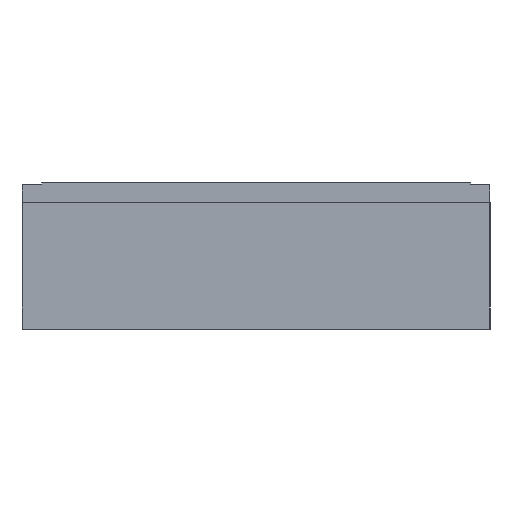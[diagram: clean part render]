
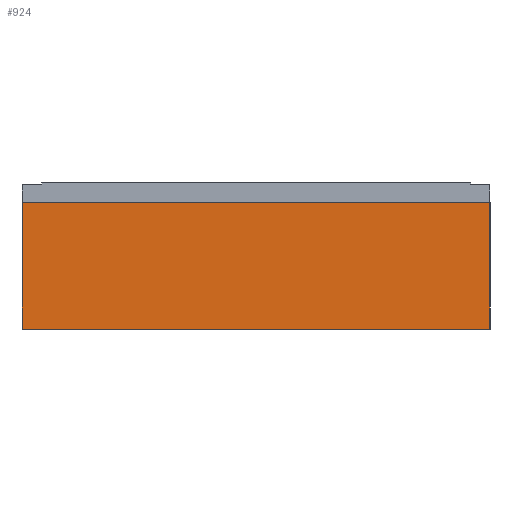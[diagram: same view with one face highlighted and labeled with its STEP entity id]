
A CAD part, left-side view. The second image highlights one B-rep face of the part: STEP entity #924.
In plain terms, the highlighted planar face has unit normal (-1, 0, 0).
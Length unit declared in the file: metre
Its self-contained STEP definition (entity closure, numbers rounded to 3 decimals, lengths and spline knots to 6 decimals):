
#145=ORIENTED_EDGE('',*,*,#412,.T.);
#146=ORIENTED_EDGE('',*,*,#358,.F.);
#147=ORIENTED_EDGE('',*,*,#413,.F.);
#148=ORIENTED_EDGE('',*,*,#353,.T.);
#353=EDGE_CURVE('',#492,#491,#583,.T.);
#358=EDGE_CURVE('',#496,#497,#588,.T.);
#412=EDGE_CURVE('',#491,#497,#626,.T.);
#413=EDGE_CURVE('',#492,#496,#627,.T.);
#491=VERTEX_POINT('',#1360);
#492=VERTEX_POINT('',#1362);
#496=VERTEX_POINT('',#1371);
#497=VERTEX_POINT('',#1373);
#583=LINE('',#1361,#689);
#588=LINE('',#1372,#694);
#626=LINE('',#1478,#732);
#627=LINE('',#1479,#733);
#689=VECTOR('',#1088,1.);
#694=VECTOR('',#1095,1.);
#732=VECTOR('',#1177,1.);
#733=VECTOR('',#1178,1.);
#796=EDGE_LOOP('',(#145,#146,#147,#148));
#844=FACE_BOUND('',#796,.T.);
#892=PLANE('',#1021);
#924=ADVANCED_FACE('',(#844),#892,.F.);
#1021=AXIS2_PLACEMENT_3D('',#1477,#1175,#1176);
#1088=DIRECTION('',(0.,0.,-1.));
#1095=DIRECTION('',(0.,0.,-1.));
#1175=DIRECTION('',(1.,0.,0.));
#1176=DIRECTION('',(0.,1.,0.));
#1177=DIRECTION('',(0.,-1.,0.));
#1178=DIRECTION('',(0.,-1.,0.));
#1360=CARTESIAN_POINT('',(-0.0018,0.0012,0.));
#1361=CARTESIAN_POINT('',(-0.0018,0.0012,0.00065));
#1362=CARTESIAN_POINT('',(-0.0018,0.0012,0.00065));
#1371=CARTESIAN_POINT('',(-0.0018,-0.0012,0.00065));
#1372=CARTESIAN_POINT('',(-0.0018,-0.0012,0.00065));
#1373=CARTESIAN_POINT('',(-0.0018,-0.0012,0.));
#1477=CARTESIAN_POINT('',(-0.0018,0.,0.00065));
#1478=CARTESIAN_POINT('',(-0.0018,0.,0.));
#1479=CARTESIAN_POINT('',(-0.0018,0.,0.00065));
